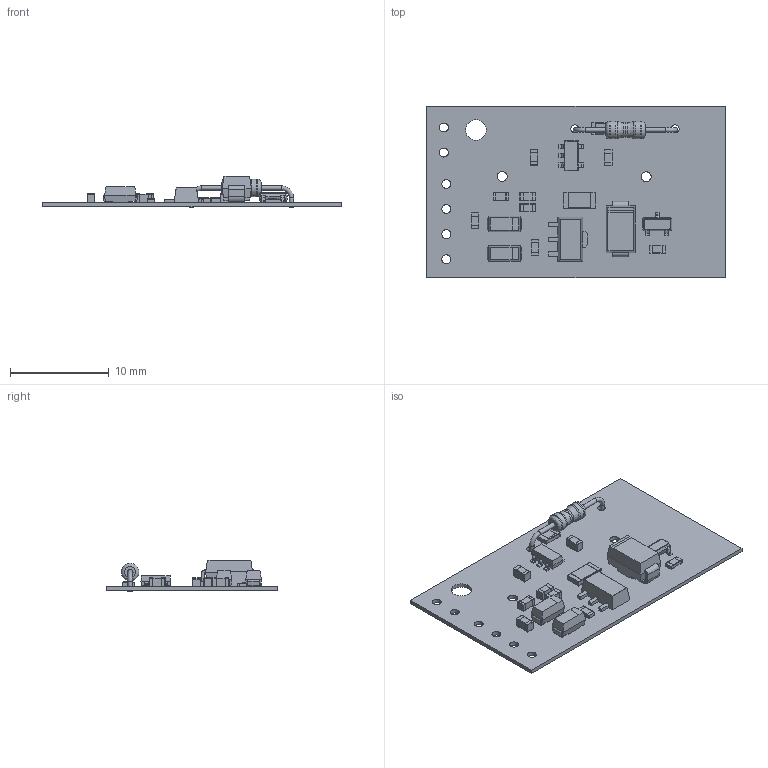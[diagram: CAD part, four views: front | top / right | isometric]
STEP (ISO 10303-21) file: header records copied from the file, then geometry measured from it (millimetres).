
FILE_DESCRIPTION(('Open CASCADE Model'),'2;1');
FILE_NAME('Open CASCADE Shape Model','2017-03-30T09:58:14',('Author'),( 'Open CASCADE'),'Open CASCADE STEP processor 6.8','Open CASCADE 6.8' ,'Unknown');
FILE_SCHEMA(('AUTOMOTIVE_DESIGN { 1 0 10303 214 1 1 1 1 }'));
Length unit declared in the file: millimetre
Products named in the file (1): PCB
Bounding box: 30.19 x 17.32 x 3.2 mm (x, y, z)
Volume: 222.9 mm3; surface area: 1428.7 mm2
Topology: 8 solids, 575 shells, 819 faces, 3403 edges, 3119 vertices
Faces by surface type: plane 508, cylinder 227, bspline 72, revolution 4, sphere 4, torus 2, cone 2
Full cylindrical faces by diameter (mm): 0.45 x4, 0.8 x2, 0.9 x6, 1 x2, 1.5 x2, 1.8 x4, 2.1 x1
Entity records: 40206 total; most frequent: CARTESIAN_POINT 8543, DIRECTION 5529, ORIENTED_EDGE 3878, EDGE_CURVE 3329, VERTEX_POINT 3092, LINE 2497, VECTOR 2497, AXIS2_PLACEMENT_3D 1514
